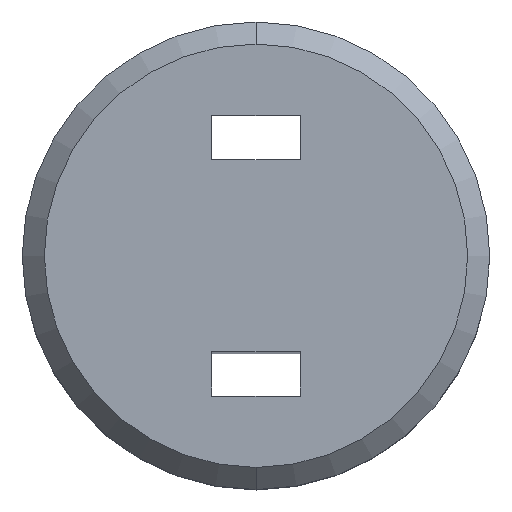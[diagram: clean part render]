
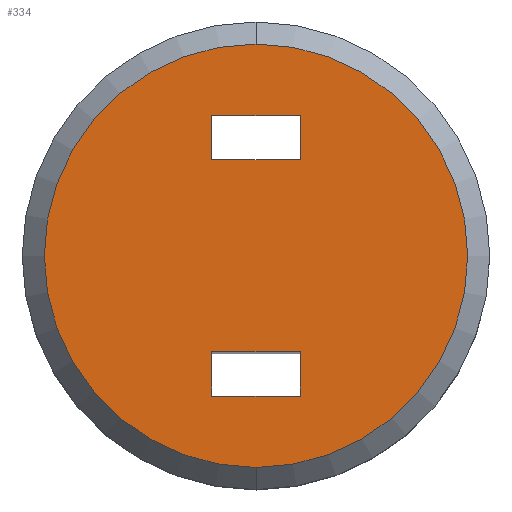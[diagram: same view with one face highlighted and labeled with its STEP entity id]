
A CAD part, top view. The second image highlights one B-rep face of the part: STEP entity #334.
In plain terms, the highlighted planar face has unit normal (0, 0, 1).
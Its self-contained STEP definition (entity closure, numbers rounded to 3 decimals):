
#6 = EDGE_CURVE ( 'NONE', #295, #319, #469, .T. ) ;
#16 = LINE ( 'NONE', #577, #309 ) ;
#26 = EDGE_LOOP ( 'NONE', ( #370, #307, #456, #683 ) ) ;
#27 = CARTESIAN_POINT ( 'NONE',  ( 1.5, -3.263, 34.798 ) ) ;
#30 = DIRECTION ( 'NONE',  ( 0., 1., 0. ) ) ;
#39 = PLANE ( 'NONE',  #201 ) ;
#43 = VERTEX_POINT ( 'NONE', #164 ) ;
#54 = VERTEX_POINT ( 'NONE', #230 ) ;
#55 = FACE_BOUND ( 'NONE', #26, .T. ) ;
#70 = DIRECTION ( 'NONE',  ( 1., 0., 0. ) ) ;
#85 = EDGE_CURVE ( 'NONE', #295, #714, #16, .T. ) ;
#86 = EDGE_LOOP ( 'NONE', ( #506, #592, #719, #220 ) ) ;
#88 = VERTEX_POINT ( 'NONE', #393 ) ;
#90 = CARTESIAN_POINT ( 'NONE',  ( -1.5, -3.263, 34.798 ) ) ;
#94 = FACE_BOUND ( 'NONE', #86, .T. ) ;
#145 = LINE ( 'NONE', #247, #724 ) ;
#146 = CARTESIAN_POINT ( 'NONE',  ( 0., 4.763, 34.798 ) ) ;
#158 = EDGE_CURVE ( 'NONE', #496, #54, #369, .T. ) ;
#162 = CIRCLE ( 'NONE', #702, 7.188 ) ;
#164 = CARTESIAN_POINT ( 'NONE',  ( -1.5, 3.263, 34.798 ) ) ;
#176 = CARTESIAN_POINT ( 'NONE',  ( 0., -3.263, 34.798 ) ) ;
#181 = CARTESIAN_POINT ( 'NONE',  ( 0., 0., 34.798 ) ) ;
#201 = AXIS2_PLACEMENT_3D ( 'NONE', #541, #406, #30 ) ;
#203 = DIRECTION ( 'NONE',  ( 0., 1., 0. ) ) ;
#220 = ORIENTED_EDGE ( 'NONE', *, *, #344, .F. ) ;
#229 = EDGE_CURVE ( 'NONE', #594, #43, #715, .T. ) ;
#230 = CARTESIAN_POINT ( 'NONE',  ( 0., -7.188, 34.798 ) ) ;
#231 = ORIENTED_EDGE ( 'NONE', *, *, #158, .T. ) ;
#247 = CARTESIAN_POINT ( 'NONE',  ( 1.5, 7.187, 34.798 ) ) ;
#271 = VERTEX_POINT ( 'NONE', #313 ) ;
#285 = CARTESIAN_POINT ( 'NONE',  ( 1.5, -4.763, 34.798 ) ) ;
#295 = VERTEX_POINT ( 'NONE', #90 ) ;
#307 = ORIENTED_EDGE ( 'NONE', *, *, #6, .T. ) ;
#309 = VECTOR ( 'NONE', #520, 1000. ) ;
#313 = CARTESIAN_POINT ( 'NONE',  ( 1.5, 4.763, 34.798 ) ) ;
#319 = VERTEX_POINT ( 'NONE', #27 ) ;
#321 = VECTOR ( 'NONE', #203, 1000. ) ;
#324 = DIRECTION ( 'NONE',  ( 1., 0., 0. ) ) ;
#334 = ADVANCED_FACE ( 'NONE', ( #94, #55, #648 ), #39, .F. ) ;
#340 = DIRECTION ( 'NONE',  ( 0., 0., 1. ) ) ;
#341 = VECTOR ( 'NONE', #610, 1000. ) ;
#344 = EDGE_CURVE ( 'NONE', #271, #88, #595, .T. ) ;
#354 = AXIS2_PLACEMENT_3D ( 'NONE', #181, #340, #511 ) ;
#369 = CIRCLE ( 'NONE', #354, 7.188 ) ;
#370 = ORIENTED_EDGE ( 'NONE', *, *, #85, .F. ) ;
#371 = DIRECTION ( 'NONE',  ( 0., -1., 0. ) ) ;
#372 = EDGE_CURVE ( 'NONE', #271, #594, #145, .T. ) ;
#387 = VECTOR ( 'NONE', #528, 1000. ) ;
#389 = VECTOR ( 'NONE', #324, 1000. ) ;
#393 = CARTESIAN_POINT ( 'NONE',  ( -1.5, 4.763, 34.798 ) ) ;
#397 = EDGE_CURVE ( 'NONE', #626, #319, #460, .T. ) ;
#401 = LINE ( 'NONE', #737, #341 ) ;
#406 = DIRECTION ( 'NONE',  ( 0., 0., -1. ) ) ;
#419 = VECTOR ( 'NONE', #658, 1000. ) ;
#422 = DIRECTION ( 'NONE',  ( 0., -1., 0. ) ) ;
#424 = EDGE_CURVE ( 'NONE', #54, #496, #162, .T. ) ;
#434 = CARTESIAN_POINT ( 'NONE',  ( 1.5, 3.263, 34.798 ) ) ;
#438 = EDGE_CURVE ( 'NONE', #714, #626, #535, .T. ) ;
#453 = EDGE_CURVE ( 'NONE', #43, #88, #401, .T. ) ;
#456 = ORIENTED_EDGE ( 'NONE', *, *, #397, .F. ) ;
#460 = LINE ( 'NONE', #553, #321 ) ;
#469 = LINE ( 'NONE', #176, #477 ) ;
#477 = VECTOR ( 'NONE', #70, 1000. ) ;
#496 = VERTEX_POINT ( 'NONE', #573 ) ;
#506 = ORIENTED_EDGE ( 'NONE', *, *, #372, .T. ) ;
#511 = DIRECTION ( 'NONE',  ( 0., -1., 0. ) ) ;
#520 = DIRECTION ( 'NONE',  ( 0., -1., 0. ) ) ;
#528 = DIRECTION ( 'NONE',  ( -1., 0., 0. ) ) ;
#535 = LINE ( 'NONE', #560, #389 ) ;
#536 = CARTESIAN_POINT ( 'NONE',  ( -1.5, -4.763, 34.798 ) ) ;
#541 = CARTESIAN_POINT ( 'NONE',  ( 0., 7.187, 34.798 ) ) ;
#553 = CARTESIAN_POINT ( 'NONE',  ( 1.5, 7.187, 34.798 ) ) ;
#560 = CARTESIAN_POINT ( 'NONE',  ( 0., -4.763, 34.798 ) ) ;
#573 = CARTESIAN_POINT ( 'NONE',  ( 0., 7.187, 34.798 ) ) ;
#577 = CARTESIAN_POINT ( 'NONE',  ( -1.5, 7.187, 34.798 ) ) ;
#592 = ORIENTED_EDGE ( 'NONE', *, *, #229, .T. ) ;
#594 = VERTEX_POINT ( 'NONE', #434 ) ;
#595 = LINE ( 'NONE', #146, #419 ) ;
#597 = CARTESIAN_POINT ( 'NONE',  ( 0., 3.263, 34.798 ) ) ;
#610 = DIRECTION ( 'NONE',  ( 0., 1., 0. ) ) ;
#615 = DIRECTION ( 'NONE',  ( 0., 0., 1. ) ) ;
#626 = VERTEX_POINT ( 'NONE', #285 ) ;
#648 = FACE_OUTER_BOUND ( 'NONE', #731, .T. ) ;
#658 = DIRECTION ( 'NONE',  ( -1., 0., 0. ) ) ;
#678 = ORIENTED_EDGE ( 'NONE', *, *, #424, .T. ) ;
#683 = ORIENTED_EDGE ( 'NONE', *, *, #438, .F. ) ;
#702 = AXIS2_PLACEMENT_3D ( 'NONE', #735, #615, #422 ) ;
#714 = VERTEX_POINT ( 'NONE', #536 ) ;
#715 = LINE ( 'NONE', #597, #387 ) ;
#719 = ORIENTED_EDGE ( 'NONE', *, *, #453, .T. ) ;
#724 = VECTOR ( 'NONE', #371, 1000. ) ;
#731 = EDGE_LOOP ( 'NONE', ( #231, #678 ) ) ;
#735 = CARTESIAN_POINT ( 'NONE',  ( 0., 0., 34.798 ) ) ;
#737 = CARTESIAN_POINT ( 'NONE',  ( -1.5, 7.187, 34.798 ) ) ;
